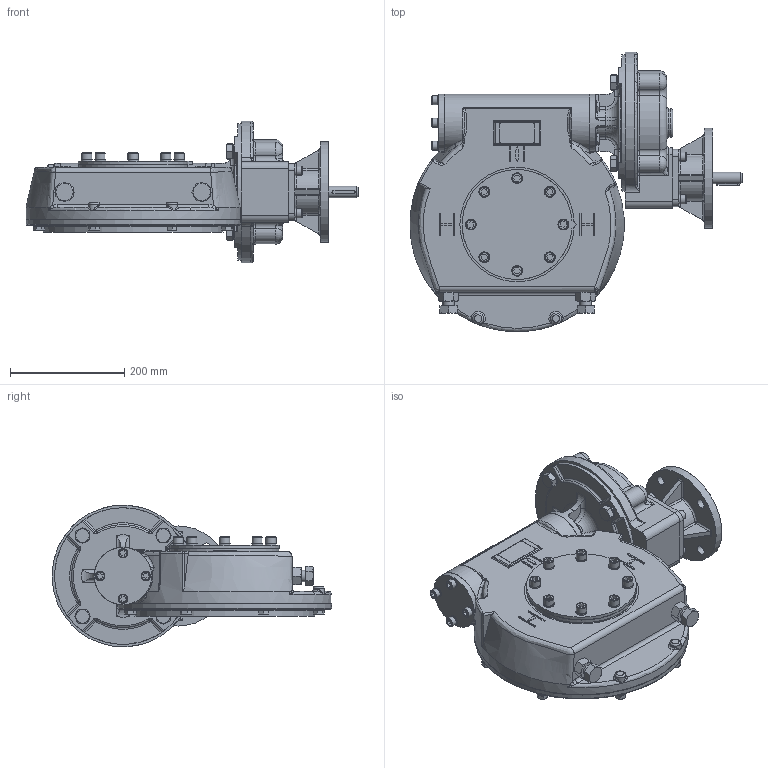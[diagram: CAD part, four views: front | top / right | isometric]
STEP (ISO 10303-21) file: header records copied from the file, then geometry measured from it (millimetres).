
FILE_DESCRIPTION(/* description */ ('Unknown'),/* implementation_level */ '2;1');
FILE_NAME(/* name */ 'PUB-IW63FBIRL-F14-F25',/* time_stamp */ '2016-07-08T11:17:21+01:00',/* author */ ('Unknown'),/* organization */ ('Unknown'),/* preprocessor_version */ 'ST-DEVELOPER v16',/* originating_system */ 'DEX',/* authorisation */ $);
FILE_SCHEMA (('AUTOMOTIVE_DESIGN {1 0 10303 214 3 1 1}'));
Products named in the file (1): PUB-IW63FBIRL-F14-F25
Bounding box: 580.78 x 488.66 x 247.79 mm (x, y, z)
Surface area: 831368.5 mm2 (no closed solid volume)
Topology: 0 solids, 94 shells, 1201 faces, 3708 edges, 2572 vertices
Faces by surface type: plane 565, cylinder 253, cone 167, bspline 99, torus 83, sphere 34
Full cylindrical faces by diameter (mm): 11 x8, 13.835 x13, 16 x8, 16.5 x4, 16.6 x16, 18 x8, 19 x10, 20 x3, 21 x4, 30 x1, 50 x1, 100 x3, 130 x1, 175 x1, 190 x1, 200.25 x1, 238.9 x1
Entity records: 62291 total; most frequent: CARTESIAN_POINT 28375, DIRECTION 5723, ORIENTED_EDGE 5711, EDGE_CURVE 3461, VERTEX_POINT 2524, AXIS2_PLACEMENT_3D 2087, FACE_BOUND 1563, EDGE_LOOP 1555
